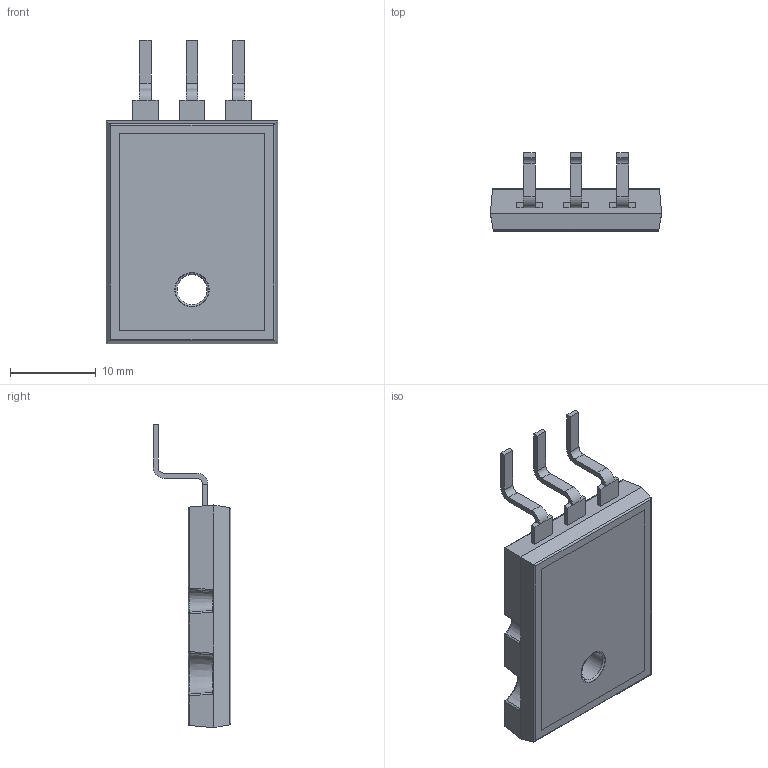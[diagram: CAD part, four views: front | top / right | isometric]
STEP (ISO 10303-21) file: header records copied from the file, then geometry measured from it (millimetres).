
FILE_DESCRIPTION(('STEP AP214'), '1');
FILE_NAME('TO-264 HORIZONTAL IN CUT', '', ('UNSPECIFIED'), ('UNSPECIFIED'), 'ASCON STEP Converter 1.6', 'ASCON Math Kernel', '');
FILE_SCHEMA(('AUTOMOTIVE_DESIGN { 1 0 10303 214 3 1 1}'));
Length unit declared in the file: millimetre
Bounding box: 20 x 9.1 x 35.41 mm (x, y, z)
Volume: 2455.1 mm3; surface area: 1686.6 mm2
Topology: 1 solids, 1 shells, 163 faces, 390 edges, 240 vertices
Faces by surface type: plane 83, bspline 30, cylinder 28, torus 10, sphere 8, cone 4
Full cylindrical faces by diameter (mm): 2.5 x1, 2.9 x1, 3.5 x1, 4 x1
Entity records: 6509 total; most frequent: CARTESIAN_POINT 1560, ORIENTED_EDGE 768, DIRECTION 672, EDGE_CURVE 384, VERTEX_POINT 240, AXIS2_PLACEMENT_3D 226, LINE 220, VECTOR 220
